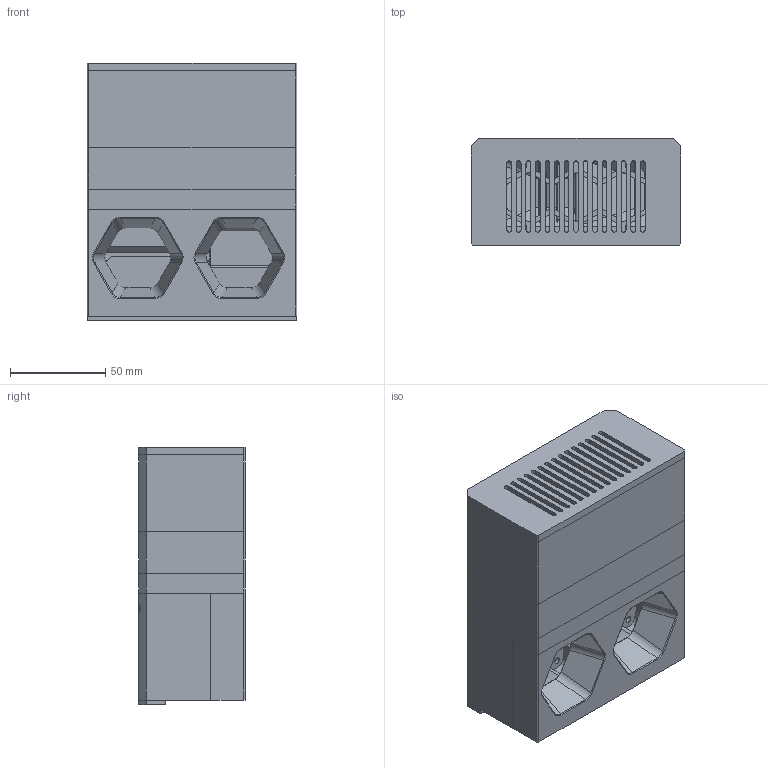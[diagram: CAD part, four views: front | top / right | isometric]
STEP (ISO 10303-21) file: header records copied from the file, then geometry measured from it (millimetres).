
FILE_DESCRIPTION(/* description */ (''),/* implementation_level */ '2;1');
FILE_NAME(/* name */ 'BentoBox Experimental_.step',/* time_stamp */ '2023-06-12T22:34:11-05:00',/* author */ (''),/* organization */ (''),/* preprocessor_version */ 'ST-DEVELOPER v19.2',/* originating_system */ 'Autodesk Translation Framework v12.6.0.85',/* authorisation */ '');
FILE_SCHEMA (('AUTOMOTIVE_DESIGN { 1 0 10303 214 3 1 1 }'));
Length unit declared in the file: millimetre
Products named in the file (7): BentoBox 2x5015s v1; Fan Bay; Fan Lid; Hepa; Lid; Carbon; Spacer (1)
Assembly tree (6 placements, depth 2):
  BentoBox 2x5015s v1
    Fan Bay
    Fan Lid
    Hepa
    Lid
    Carbon
    Spacer (1)
Bounding box: 110 x 56 x 135 mm (x, y, z)
Volume: 395388.8 mm3; surface area: 162225.9 mm2
Topology: 7 solids, 9 shells, 1246 faces, 3123 edges, 1926 vertices
Faces by surface type: plane 576, cylinder 343, cone 166, bspline 139, torus 20, sphere 2
Full cylindrical faces by diameter (mm): 3.2 x4, 3.3 x7, 3.4 x1, 4.7 x8, 6 x4, 6.2 x24, 7 x2, 7.3 x4
Entity records: 40883 total; most frequent: CARTESIAN_POINT 11055, ORIENTED_EDGE 6234, DIRECTION 5938, EDGE_CURVE 3117, AXIS2_PLACEMENT_3D 1982, LINE 1974, VECTOR 1974, VERTEX_POINT 1926
